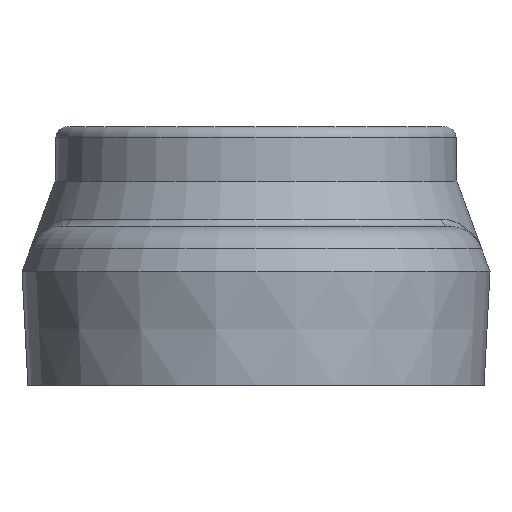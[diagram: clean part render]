
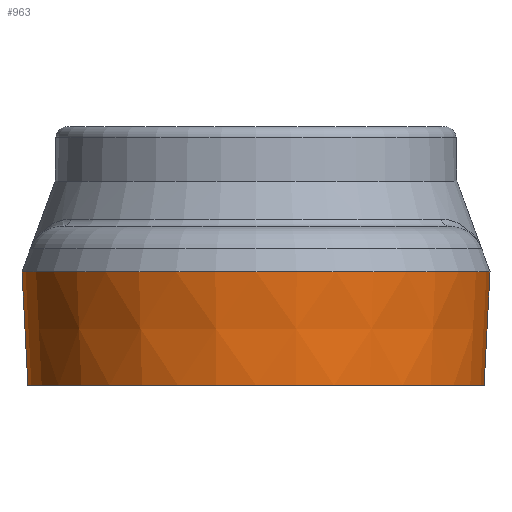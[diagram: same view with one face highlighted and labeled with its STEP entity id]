
A CAD part, front view. The second image highlights one B-rep face of the part: STEP entity #963.
In plain terms, the highlighted conical face has half-angle 3 degrees and reference radius 2.618 mm.
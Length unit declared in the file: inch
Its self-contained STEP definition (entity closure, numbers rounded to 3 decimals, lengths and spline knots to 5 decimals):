
#30 = VERTEX_POINT ( 'NONE', #80 ) ;
#34 = EDGE_CURVE ( 'NONE', #191, #994, #1192, .T. ) ;
#57 = DIRECTION ( 'NONE',  ( -1., 0., 0. ) ) ;
#76 = VECTOR ( 'NONE', #642, 39.37008 ) ;
#80 = CARTESIAN_POINT ( 'NONE',  ( -0.10046, -0.33, -0.07 ) ) ;
#90 = ORIENTED_EDGE ( 'NONE', *, *, #473, .T. ) ;
#102 = AXIS2_PLACEMENT_3D ( 'NONE', #296, #964, #759 ) ;
#191 = VERTEX_POINT ( 'NONE', #842 ) ;
#280 = CARTESIAN_POINT ( 'NONE',  ( -0.10308, -0.33, -0.02 ) ) ;
#296 = CARTESIAN_POINT ( 'NONE',  ( 0., -0.33, -0.02 ) ) ;
#342 = ORIENTED_EDGE ( 'NONE', *, *, #34, .F. ) ;
#349 = CARTESIAN_POINT ( 'NONE',  ( 0., -0.33, -0.02 ) ) ;
#355 = VECTOR ( 'NONE', #878, 39.37008 ) ;
#374 = LINE ( 'NONE', #280, #76 ) ;
#394 = CARTESIAN_POINT ( 'NONE',  ( 0., -0.33, -0.07 ) ) ;
#423 = CONICAL_SURFACE ( 'NONE', #671, 0.10308, 0.052 ) ;
#448 = ORIENTED_EDGE ( 'NONE', *, *, #1012, .F. ) ;
#464 = ORIENTED_EDGE ( 'NONE', *, *, #1231, .T. ) ;
#473 = EDGE_CURVE ( 'NONE', #721, #994, #979, .T. ) ;
#582 = DIRECTION ( 'NONE',  ( 0., 0., 1. ) ) ;
#642 = DIRECTION ( 'NONE',  ( -0.052, 0., 0.999 ) ) ;
#657 = CARTESIAN_POINT ( 'NONE',  ( 0.10046, -0.33, -0.07 ) ) ;
#664 = DIRECTION ( 'NONE',  ( 1., 0., 0. ) ) ;
#671 = AXIS2_PLACEMENT_3D ( 'NONE', #349, #1129, #57 ) ;
#721 = VERTEX_POINT ( 'NONE', #657 ) ;
#735 = FACE_OUTER_BOUND ( 'NONE', #1042, .T. ) ;
#759 = DIRECTION ( 'NONE',  ( 1., 0., 0. ) ) ;
#842 = CARTESIAN_POINT ( 'NONE',  ( -0.10308, -0.33, -0.02 ) ) ;
#878 = DIRECTION ( 'NONE',  ( 0.052, 0., 0.999 ) ) ;
#963 = ADVANCED_FACE ( 'NONE', ( #735 ), #423, .T. ) ;
#964 = DIRECTION ( 'NONE',  ( 0., 0., 1. ) ) ;
#979 = LINE ( 'NONE', #1067, #355 ) ;
#994 = VERTEX_POINT ( 'NONE', #1019 ) ;
#1012 = EDGE_CURVE ( 'NONE', #30, #191, #374, .T. ) ;
#1019 = CARTESIAN_POINT ( 'NONE',  ( 0.10308, -0.33, -0.02 ) ) ;
#1042 = EDGE_LOOP ( 'NONE', ( #464, #90, #342, #448 ) ) ;
#1067 = CARTESIAN_POINT ( 'NONE',  ( 0.10308, -0.33, -0.02 ) ) ;
#1105 = AXIS2_PLACEMENT_3D ( 'NONE', #394, #582, #664 ) ;
#1127 = CIRCLE ( 'NONE', #1105, 0.10046 ) ;
#1129 = DIRECTION ( 'NONE',  ( 0., 0., 1. ) ) ;
#1192 = CIRCLE ( 'NONE', #102, 0.10308 ) ;
#1231 = EDGE_CURVE ( 'NONE', #30, #721, #1127, .T. ) ;
